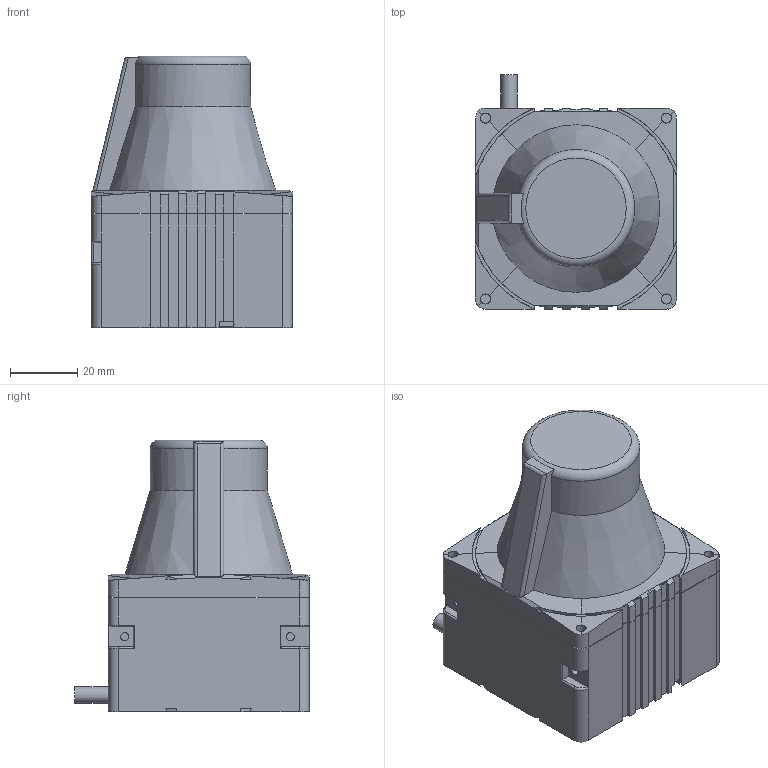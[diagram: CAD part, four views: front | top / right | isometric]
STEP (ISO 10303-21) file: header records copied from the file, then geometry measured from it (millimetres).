
FILE_DESCRIPTION(/* description */ (''),/* implementation_level */ '2;1');
FILE_NAME(/* name */ 'LakiBeam_1S.step',/* time_stamp */ '2024-09-11T16:06:59+03:00',/* author */ (''),/* organization */ (''),/* preprocessor_version */ 'ST-DEVELOPER v20',/* originating_system */ 'Autodesk Translation Framework v13.14.0.145',/* authorisation */ '');
FILE_SCHEMA (('AUTOMOTIVE_DESIGN { 1 0 10303 214 3 1 1 }'));
Length unit declared in the file: millimetre
Products named in the file (3): LakiBeam_1S; üst; ALT
Assembly tree (2 placements, depth 2):
  LakiBeam_1S
    üst
    ALT
Bounding box: 60 x 70 x 81.08 mm (x, y, z)
Volume: 194961.8 mm3; surface area: 33903.3 mm2
Topology: 2 solids, 2 shells, 410 faces, 1120 edges, 735 vertices
Faces by surface type: plane 262, bspline 81, cylinder 61, torus 5, cone 1
Full cylindrical faces by diameter (mm): 2.5 x4, 3 x8, 5 x1
Entity records: 14822 total; most frequent: CARTESIAN_POINT 4772, ORIENTED_EDGE 2246, DIRECTION 1657, EDGE_CURVE 1123, LINE 757, VECTOR 757, VERTEX_POINT 735, AXIS2_PLACEMENT_3D 450
